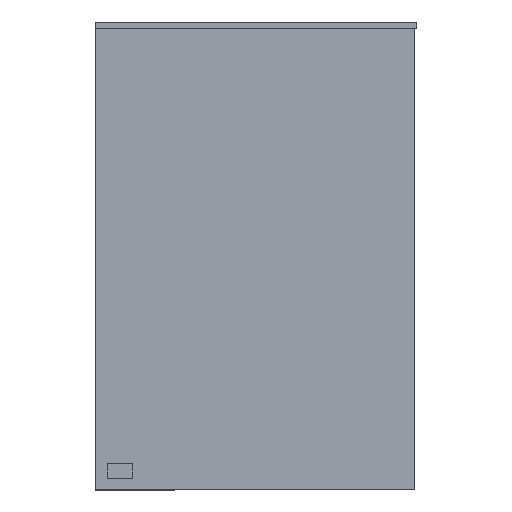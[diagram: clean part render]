
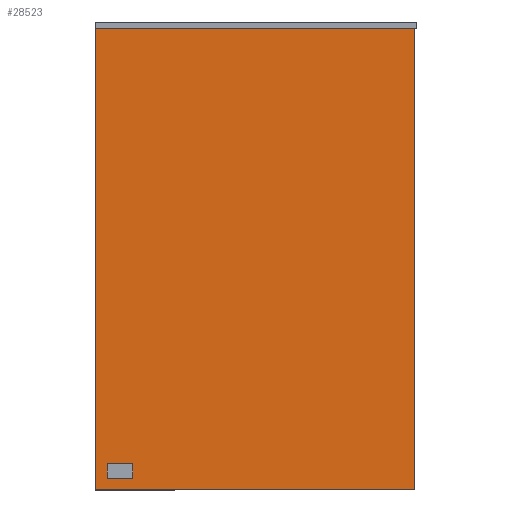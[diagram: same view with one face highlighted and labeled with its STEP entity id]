
A CAD part, left-side view. The second image highlights one B-rep face of the part: STEP entity #28523.
In plain terms, the highlighted planar face has unit normal (-1, 0, 0).
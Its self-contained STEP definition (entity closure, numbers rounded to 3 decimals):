
#2279=FACE_OUTER_BOUND('',#3885,.T.);
#3885=EDGE_LOOP('',(#18926,#18927,#18928,#18929));
#5608=LINE('',#42212,#8710);
#5612=LINE('',#42220,#8714);
#5615=LINE('',#42226,#8717);
#5618=LINE('',#42231,#8720);
#8710=VECTOR('',#33699,1.);
#8714=VECTOR('',#33705,1.);
#8717=VECTOR('',#33710,1.);
#8720=VECTOR('',#33715,1.);
#11812=VERTEX_POINT('',#42210);
#11813=VERTEX_POINT('',#42211);
#11816=VERTEX_POINT('',#42219);
#11818=VERTEX_POINT('',#42225);
#14649=EDGE_CURVE('',#11812,#11813,#5608,.T.);
#14653=EDGE_CURVE('',#11816,#11812,#5612,.T.);
#14656=EDGE_CURVE('',#11818,#11816,#5615,.T.);
#14659=EDGE_CURVE('',#11813,#11818,#5618,.T.);
#18926=ORIENTED_EDGE('',*,*,#14659,.T.);
#18927=ORIENTED_EDGE('',*,*,#14656,.T.);
#18928=ORIENTED_EDGE('',*,*,#14653,.T.);
#18929=ORIENTED_EDGE('',*,*,#14649,.T.);
#27425=PLANE('',#30994);
#28523=ADVANCED_FACE('',(#2279),#27425,.T.);
#30994=AXIS2_PLACEMENT_3D('',#42234,#33719,#33720);
#33699=DIRECTION('',(0.,0.,-1.));
#33705=DIRECTION('',(0.,1.,0.));
#33710=DIRECTION('',(0.,0.,1.));
#33715=DIRECTION('',(0.,-1.,0.));
#33719=DIRECTION('center_axis',(-1.,0.,0.));
#33720=DIRECTION('ref_axis',(0.,0.,1.));
#42210=CARTESIAN_POINT('',(0.,0.,546.));
#42211=CARTESIAN_POINT('',(0.,0.,0.));
#42212=CARTESIAN_POINT('',(0.,0.,546.));
#42219=CARTESIAN_POINT('',(0.,-378.,546.));
#42220=CARTESIAN_POINT('',(0.,-378.,546.));
#42225=CARTESIAN_POINT('',(0.,-378.,0.));
#42226=CARTESIAN_POINT('',(0.,-378.,0.));
#42231=CARTESIAN_POINT('',(0.,0.,0.));
#42234=CARTESIAN_POINT('Origin',(0.,-189.,273.));
